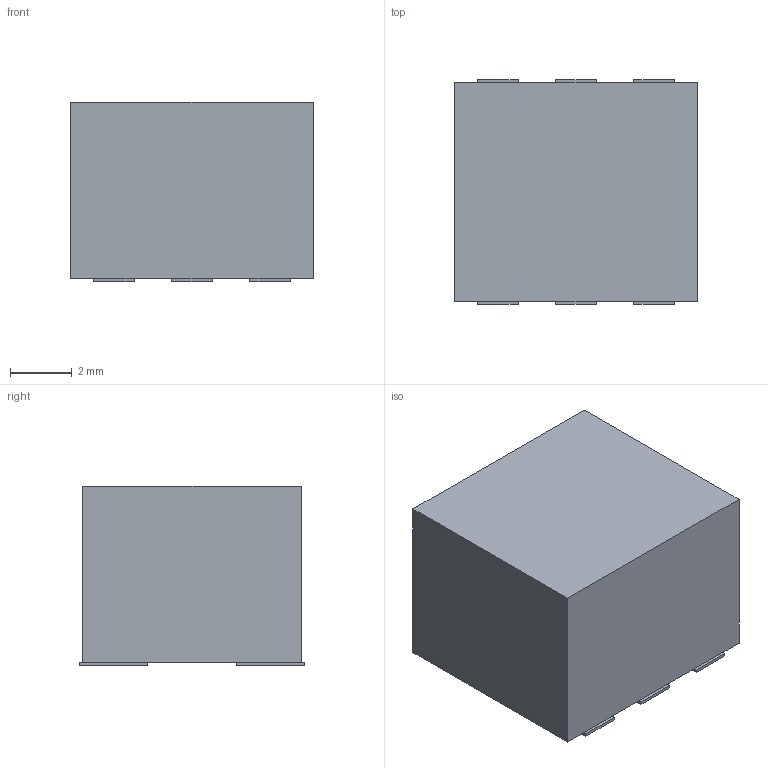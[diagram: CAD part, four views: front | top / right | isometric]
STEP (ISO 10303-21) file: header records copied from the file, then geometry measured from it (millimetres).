
FILE_DESCRIPTION (( 'STEP AP203' ), '1' );
FILE_NAME ('JPS-2-1N+.STEP', '2024-06-07T19:19:40', ( '' ), ( '' ), 'SwSTEP 2.0', 'SolidWorks 2023', '' );
FILE_SCHEMA (( 'CONFIG_CONTROL_DESIGN' ));
Length unit declared in the file: millimetre
Products named in the file (1): JPS-2-1N+
Bounding box: 7.87 x 7.29 x 5.82 mm (x, y, z)
Surface area: 322.5 mm2 (no closed solid volume)
Topology: 0 solids, 7 shells, 42 faces, 84 edges, 56 vertices
Faces by surface type: plane 42
Entity records: 1127 total; most frequent: CARTESIAN_POINT 183, DIRECTION 170, ORIENTED_EDGE 168, LINE 84, EDGE_CURVE 84, VECTOR 84, VERTEX_POINT 56, AXIS2_PLACEMENT_3D 43
